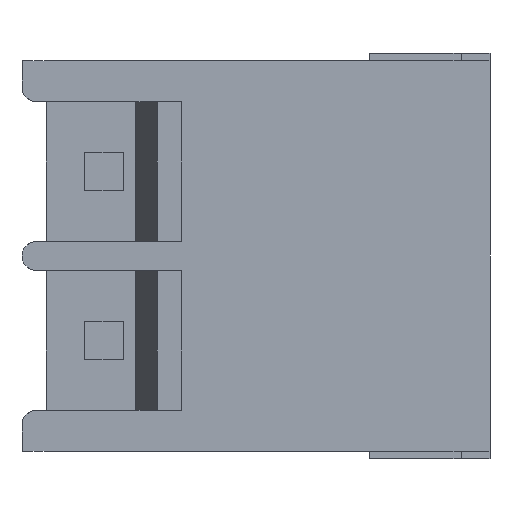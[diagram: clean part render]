
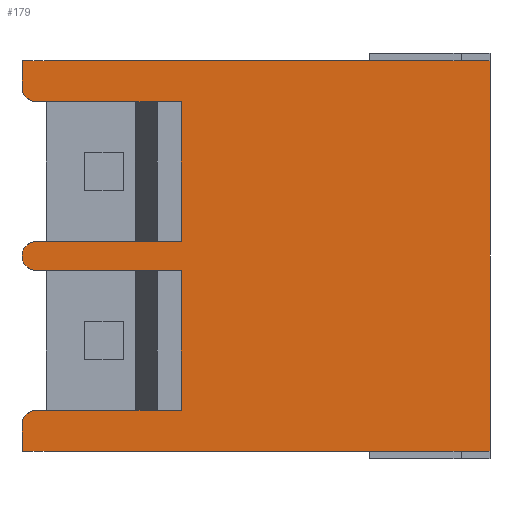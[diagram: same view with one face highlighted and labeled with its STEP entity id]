
A CAD part, front view. The second image highlights one B-rep face of the part: STEP entity #179.
In plain terms, the highlighted planar face has unit normal (0, -1, 0).
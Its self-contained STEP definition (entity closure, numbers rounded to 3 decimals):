
#179 = ADVANCED_FACE( '', ( #434 ), #435, .F. );
#434 = FACE_OUTER_BOUND( '', #766, .T. );
#435 = PLANE( '', #767 );
#766 = EDGE_LOOP( '', ( #1248, #1249, #1250, #1251, #1252, #1253, #1254, #1255, #1256, #1257, #1258, #1259, #1260, #1261 ) );
#767 = AXIS2_PLACEMENT_3D( '', #1262, #1263, #1264 );
#1248 = ORIENTED_EDGE( '', *, *, #2139, .T. );
#1249 = ORIENTED_EDGE( '', *, *, #2140, .T. );
#1250 = ORIENTED_EDGE( '', *, *, #2141, .T. );
#1251 = ORIENTED_EDGE( '', *, *, #2142, .F. );
#1252 = ORIENTED_EDGE( '', *, *, #2098, .T. );
#1253 = ORIENTED_EDGE( '', *, *, #2000, .T. );
#1254 = ORIENTED_EDGE( '', *, *, #2134, .T. );
#1255 = ORIENTED_EDGE( '', *, *, #2143, .F. );
#1256 = ORIENTED_EDGE( '', *, *, #2144, .T. );
#1257 = ORIENTED_EDGE( '', *, *, #2038, .T. );
#1258 = ORIENTED_EDGE( '', *, *, #2145, .F. );
#1259 = ORIENTED_EDGE( '', *, *, #2146, .F. );
#1260 = ORIENTED_EDGE( '', *, *, #2147, .T. );
#1261 = ORIENTED_EDGE( '', *, *, #2148, .F. );
#1262 = CARTESIAN_POINT( '', ( -1.7, 0., 8.4 ) );
#1263 = DIRECTION( '', ( 0., 1., 0. ) );
#1264 = DIRECTION( '', ( 0., 0., 1. ) );
#2000 = EDGE_CURVE( '', #2391, #2388, #2392, .T. );
#2038 = EDGE_CURVE( '', #2460, #2458, #2461, .T. );
#2098 = EDGE_CURVE( '', #2563, #2391, #2564, .T. );
#2134 = EDGE_CURVE( '', #2388, #2623, #2625, .T. );
#2139 = EDGE_CURVE( '', #2631, #2632, #2633, .T. );
#2140 = EDGE_CURVE( '', #2632, #2634, #2635, .T. );
#2141 = EDGE_CURVE( '', #2634, #2636, #2637, .T. );
#2142 = EDGE_CURVE( '', #2563, #2636, #2638, .T. );
#2143 = EDGE_CURVE( '', #2639, #2623, #2640, .T. );
#2144 = EDGE_CURVE( '', #2639, #2460, #2641, .T. );
#2145 = EDGE_CURVE( '', #2642, #2458, #2643, .T. );
#2146 = EDGE_CURVE( '', #2644, #2642, #2645, .T. );
#2147 = EDGE_CURVE( '', #2644, #2646, #2647, .T. );
#2148 = EDGE_CURVE( '', #2631, #2646, #2648, .T. );
#2388 = VERTEX_POINT( '', #2964 );
#2391 = VERTEX_POINT( '', #2968 );
#2392 = LINE( '', #2969, #2970 );
#2458 = VERTEX_POINT( '', #3064 );
#2460 = VERTEX_POINT( '', #3067 );
#2461 = LINE( '', #3068, #3069 );
#2563 = VERTEX_POINT( '', #3214 );
#2564 = LINE( '', #3215, #3216 );
#2623 = VERTEX_POINT( '', #3300 );
#2625 = LINE( '', #3303, #3304 );
#2631 = VERTEX_POINT( '', #3313 );
#2632 = VERTEX_POINT( '', #3314 );
#2633 = LINE( '', #3315, #3316 );
#2634 = VERTEX_POINT( '', #3317 );
#2635 = LINE( '', #3318, #3319 );
#2636 = VERTEX_POINT( '', #3320 );
#2637 = LINE( '', #3321, #3322 );
#2638 = CIRCLE( '', #3323, 0.3 );
#2639 = VERTEX_POINT( '', #3324 );
#2640 = CIRCLE( '', #3325, 0.3 );
#2641 = LINE( '', #3326, #3327 );
#2642 = VERTEX_POINT( '', #3328 );
#2643 = LINE( '', #3329, #3330 );
#2644 = VERTEX_POINT( '', #3331 );
#2645 = LINE( '', #3332, #3333 );
#2646 = VERTEX_POINT( '', #3334 );
#2647 = LINE( '', #3335, #3336 );
#2648 = CIRCLE( '', #3337, 0.3 );
#2964 = CARTESIAN_POINT( '', ( 1.6, 0., 1. ) );
#2968 = CARTESIAN_POINT( '', ( 1.6, 0., 3.9 ) );
#2969 = CARTESIAN_POINT( '', ( 1.6, 0., 3.9 ) );
#2970 = VECTOR( '', #3790, 1000. );
#3064 = CARTESIAN_POINT( '', ( 8., 0., 0.15 ) );
#3067 = CARTESIAN_POINT( '', ( -1.7, 0., 0.15 ) );
#3068 = CARTESIAN_POINT( '', ( -1.7, 0., 0.15 ) );
#3069 = VECTOR( '', #3826, 1000. );
#3214 = CARTESIAN_POINT( '', ( -1.4, 0., 3.9 ) );
#3215 = CARTESIAN_POINT( '', ( -1.4, 0., 3.9 ) );
#3216 = VECTOR( '', #3888, 1000. );
#3300 = CARTESIAN_POINT( '', ( -1.4, 0., 1. ) );
#3303 = CARTESIAN_POINT( '', ( -1.2, 0., 1. ) );
#3304 = VECTOR( '', #3921, 1000. );
#3313 = CARTESIAN_POINT( '', ( -1.4, 0., 7.4 ) );
#3314 = CARTESIAN_POINT( '', ( 1.6, 0., 7.4 ) );
#3315 = CARTESIAN_POINT( '', ( -1.4, 0., 7.4 ) );
#3316 = VECTOR( '', #3925, 1000. );
#3317 = CARTESIAN_POINT( '', ( 1.6, 0., 4.5 ) );
#3318 = CARTESIAN_POINT( '', ( 1.6, 0., 7.4 ) );
#3319 = VECTOR( '', #3926, 1000. );
#3320 = CARTESIAN_POINT( '', ( -1.4, 0., 4.5 ) );
#3321 = CARTESIAN_POINT( '', ( -1.2, 0., 4.5 ) );
#3322 = VECTOR( '', #3927, 1000. );
#3323 = AXIS2_PLACEMENT_3D( '', #3928, #3929, #3930 );
#3324 = CARTESIAN_POINT( '', ( -1.7, 0., 0.7 ) );
#3325 = AXIS2_PLACEMENT_3D( '', #3931, #3932, #3933 );
#3326 = CARTESIAN_POINT( '', ( -1.7, 0., 8.4 ) );
#3327 = VECTOR( '', #3934, 1000. );
#3328 = CARTESIAN_POINT( '', ( 8., 0., 8.25 ) );
#3329 = CARTESIAN_POINT( '', ( 8., 0., 8.4 ) );
#3330 = VECTOR( '', #3935, 1000. );
#3331 = CARTESIAN_POINT( '', ( -1.7, 0., 8.25 ) );
#3332 = CARTESIAN_POINT( '', ( -1.7, 0., 8.25 ) );
#3333 = VECTOR( '', #3936, 1000. );
#3334 = CARTESIAN_POINT( '', ( -1.7, 0., 7.7 ) );
#3335 = CARTESIAN_POINT( '', ( -1.7, 0., 8.4 ) );
#3336 = VECTOR( '', #3937, 1000. );
#3337 = AXIS2_PLACEMENT_3D( '', #3938, #3939, #3940 );
#3790 = DIRECTION( '', ( 0., 0., -1. ) );
#3826 = DIRECTION( '', ( 1., 0., 0. ) );
#3888 = DIRECTION( '', ( 1., 0., 0. ) );
#3921 = DIRECTION( '', ( -1., 0., 0. ) );
#3925 = DIRECTION( '', ( 1., 0., 0. ) );
#3926 = DIRECTION( '', ( 0., 0., -1. ) );
#3927 = DIRECTION( '', ( -1., 0., 0. ) );
#3928 = CARTESIAN_POINT( '', ( -1.4, 0., 4.2 ) );
#3929 = DIRECTION( '', ( 0., 1., 0. ) );
#3930 = DIRECTION( '', ( 1., 0., 0. ) );
#3931 = CARTESIAN_POINT( '', ( -1.4, 0., 0.7 ) );
#3932 = DIRECTION( '', ( 0., 1., 0. ) );
#3933 = DIRECTION( '', ( 1., 0., 0. ) );
#3934 = DIRECTION( '', ( 0., 0., -1. ) );
#3935 = DIRECTION( '', ( 0., 0., -1. ) );
#3936 = DIRECTION( '', ( 1., 0., 0. ) );
#3937 = DIRECTION( '', ( 0., 0., -1. ) );
#3938 = CARTESIAN_POINT( '', ( -1.4, 0., 7.7 ) );
#3939 = DIRECTION( '', ( 0., 1., 0. ) );
#3940 = DIRECTION( '', ( 1., 0., 0. ) );
